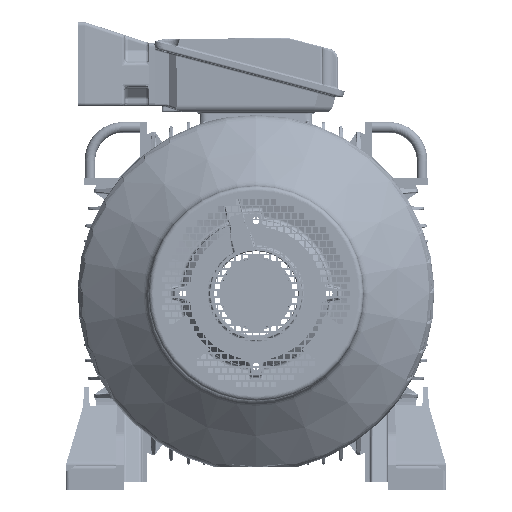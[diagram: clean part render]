
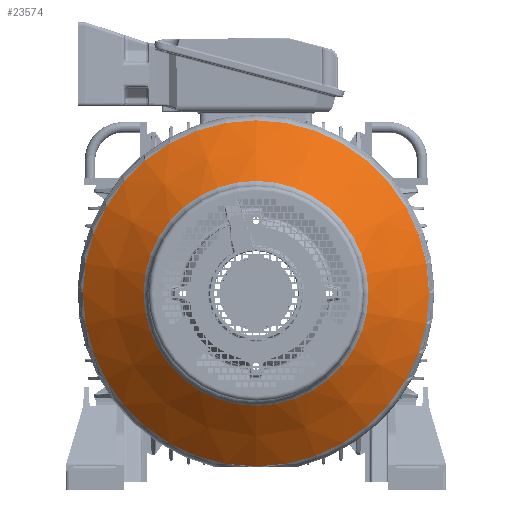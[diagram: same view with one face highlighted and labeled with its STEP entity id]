
A CAD part, left-side view. The second image highlights one B-rep face of the part: STEP entity #23574.
In plain terms, the highlighted conical face has half-angle 49.831 degrees and reference radius 160.199 mm.
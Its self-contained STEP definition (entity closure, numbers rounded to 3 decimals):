
#23574 = ADVANCED_FACE( '', ( #48538, #48539 ), #48540, .T. );
#48538 = FACE_OUTER_BOUND( '', #209727, .T. );
#48539 = FACE_BOUND( '', #209728, .T. );
#48540 = CONICAL_SURFACE( '', #209729, 160.199, 0.87 );
#209727 = EDGE_LOOP( '', ( #278487 ) );
#209728 = EDGE_LOOP( '', ( #278488 ) );
#209729 = AXIS2_PLACEMENT_3D( '', #278489, #278490, #278491 );
#278487 = ORIENTED_EDGE( '', *, *, #291576, .T. );
#278488 = ORIENTED_EDGE( '', *, *, #305636, .F. );
#278489 = CARTESIAN_POINT( '', ( -751.229, 0., 0. ) );
#278490 = DIRECTION( '', ( 1., 0., 0. ) );
#278491 = DIRECTION( '', ( 0., 0., -1. ) );
#291576 = EDGE_CURVE( '', #328480, #328480, #328481, .T. );
#305636 = EDGE_CURVE( '', #347028, #347028, #347029, .T. );
#328480 = VERTEX_POINT( '', #413972 );
#328481 = CIRCLE( '', #413973, 246.433 );
#347028 = VERTEX_POINT( '', #473658 );
#347029 = CIRCLE( '', #473659, 160.199 );
#413972 = CARTESIAN_POINT( '', ( -678.437, 0., 246.433 ) );
#413973 = AXIS2_PLACEMENT_3D( '', #494039, #494040, #494041 );
#473658 = CARTESIAN_POINT( '', ( -751.229, 0., 160.199 ) );
#473659 = AXIS2_PLACEMENT_3D( '', #507668, #507669, #507670 );
#494039 = CARTESIAN_POINT( '', ( -678.437, 0., 0. ) );
#494040 = DIRECTION( '', ( -1., 0., 0. ) );
#494041 = DIRECTION( '', ( 0., 0., 1. ) );
#507668 = CARTESIAN_POINT( '', ( -751.229, 0., 0. ) );
#507669 = DIRECTION( '', ( -1., 0., 0. ) );
#507670 = DIRECTION( '', ( 0., 0., 1. ) );
